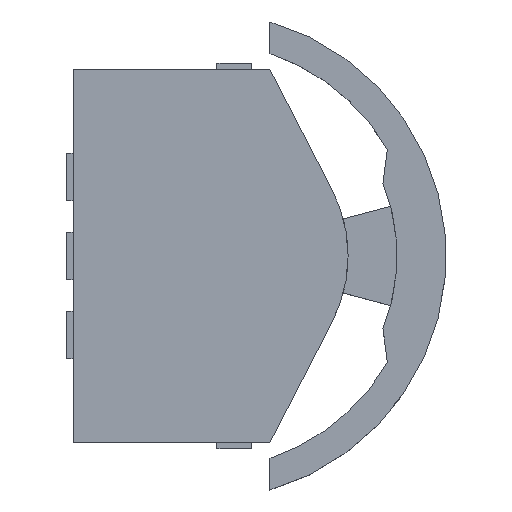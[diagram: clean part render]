
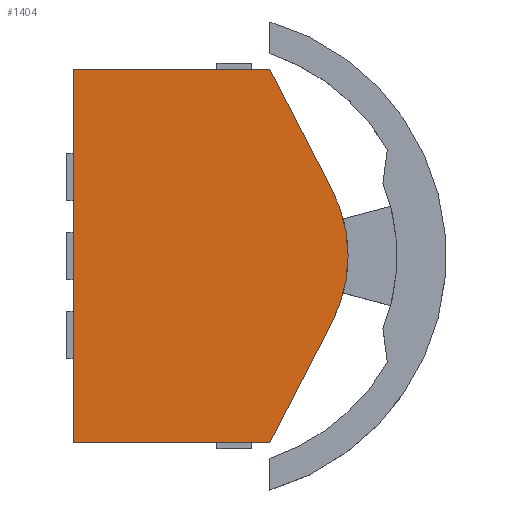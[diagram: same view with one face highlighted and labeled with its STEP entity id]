
A CAD part, top view. The second image highlights one B-rep face of the part: STEP entity #1404.
In plain terms, the highlighted planar face has unit normal (0, 0, 1).
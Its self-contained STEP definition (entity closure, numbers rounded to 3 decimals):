
#61=PLANE('',#1526);
#145=FACE_OUTER_BOUND('',#235,.T.);
#235=EDGE_LOOP('',(#1100,#1101,#1102,#1103,#1104,#1105));
#326=LINE('',#2064,#500);
#347=LINE('',#2107,#521);
#349=LINE('',#2110,#523);
#350=LINE('',#2113,#524);
#353=LINE('',#2120,#527);
#500=VECTOR('',#1669,10.);
#521=VECTOR('',#1704,10.);
#523=VECTOR('',#1708,10.);
#524=VECTOR('',#1711,10.);
#527=VECTOR('',#1720,10.);
#653=CIRCLE('',#1524,4.6);
#687=VERTEX_POINT('',#2061);
#688=VERTEX_POINT('',#2063);
#702=VERTEX_POINT('',#2104);
#703=VERTEX_POINT('',#2106);
#704=VERTEX_POINT('',#2112);
#705=VERTEX_POINT('',#2116);
#824=EDGE_CURVE('',#688,#687,#326,.T.);
#846=EDGE_CURVE('',#703,#702,#347,.T.);
#848=EDGE_CURVE('',#687,#703,#349,.T.);
#849=EDGE_CURVE('',#704,#688,#350,.T.);
#851=EDGE_CURVE('',#705,#704,#653,.T.);
#853=EDGE_CURVE('',#702,#705,#353,.T.);
#1100=ORIENTED_EDGE('',*,*,#853,.T.);
#1101=ORIENTED_EDGE('',*,*,#851,.T.);
#1102=ORIENTED_EDGE('',*,*,#849,.T.);
#1103=ORIENTED_EDGE('',*,*,#824,.T.);
#1104=ORIENTED_EDGE('',*,*,#848,.T.);
#1105=ORIENTED_EDGE('',*,*,#846,.T.);
#1404=ADVANCED_FACE('',(#145),#61,.T.);
#1524=AXIS2_PLACEMENT_3D('',#2117,#1715,#1716);
#1526=AXIS2_PLACEMENT_3D('',#2121,#1721,#1722);
#1669=DIRECTION('',(-1.,0.,0.));
#1704=DIRECTION('',(1.,0.,0.));
#1708=DIRECTION('',(0.,-1.,0.));
#1711=DIRECTION('',(-0.459,0.888,0.));
#1715=DIRECTION('center_axis',(0.,0.,1.));
#1716=DIRECTION('ref_axis',(0.871,-0.491,0.));
#1720=DIRECTION('',(0.459,0.888,0.));
#1721=DIRECTION('center_axis',(0.,0.,1.));
#1722=DIRECTION('ref_axis',(1.,0.,0.));
#2061=CARTESIAN_POINT('',(-4.1,5.9,2.3));
#2063=CARTESIAN_POINT('',(2.125,5.9,2.3));
#2064=CARTESIAN_POINT('',(-4.1,5.9,2.3));
#2104=CARTESIAN_POINT('',(2.125,-5.9,2.3));
#2106=CARTESIAN_POINT('',(-4.1,-5.9,2.3));
#2107=CARTESIAN_POINT('',(2.125,-5.9,2.3));
#2110=CARTESIAN_POINT('',(-4.1,-5.9,2.3));
#2112=CARTESIAN_POINT('',(4.008,2.258,2.3));
#2113=CARTESIAN_POINT('',(2.125,5.9,2.3));
#2116=CARTESIAN_POINT('',(4.008,-2.258,2.3));
#2117=CARTESIAN_POINT('Origin',(0.,0.,2.3));
#2120=CARTESIAN_POINT('',(4.008,-2.258,2.3));
#2121=CARTESIAN_POINT('Origin',(0.25,0.,2.3));
